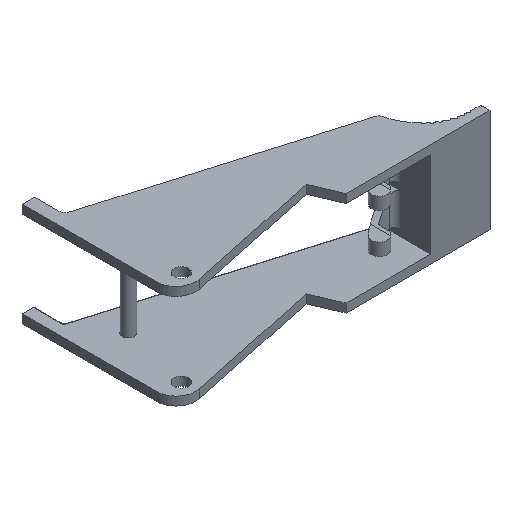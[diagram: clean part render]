
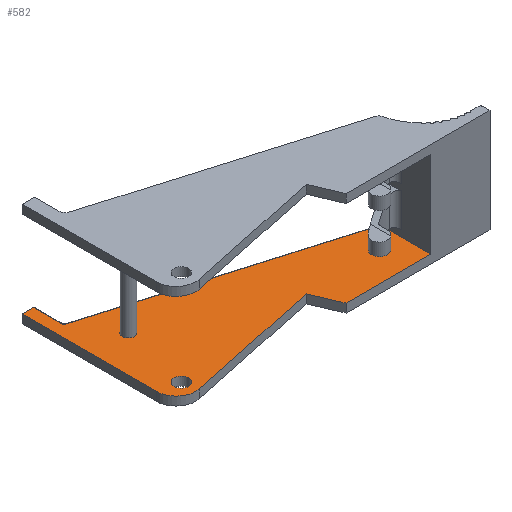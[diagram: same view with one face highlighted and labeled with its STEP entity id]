
A CAD part, isometric view. The second image highlights one B-rep face of the part: STEP entity #582.
In plain terms, the highlighted planar face has unit normal (0, 0, 1).
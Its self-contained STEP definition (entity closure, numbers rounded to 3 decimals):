
#109=FACE_BOUND('',#763,.T.);
#110=FACE_BOUND('',#764,.T.);
#111=FACE_BOUND('',#765,.T.);
#141=PLANE('',#1899);
#228=LINE('',#2634,#348);
#248=LINE('',#2678,#368);
#255=LINE('',#2692,#375);
#261=LINE('',#2704,#381);
#269=LINE('',#2728,#389);
#275=LINE('',#2740,#395);
#312=LINE('',#2928,#432);
#313=LINE('',#2929,#433);
#348=VECTOR('',#2057,1.);
#368=VECTOR('',#2087,1.);
#375=VECTOR('',#2096,1.);
#381=VECTOR('',#2106,1.);
#389=VECTOR('',#2130,1.);
#395=VECTOR('',#2140,1.);
#432=VECTOR('',#2349,1.);
#433=VECTOR('',#2350,1.);
#456=CIRCLE('',#1803,3.);
#524=CIRCLE('',#1894,0.5);
#525=CIRCLE('',#1895,7.7);
#526=CIRCLE('',#1896,0.8);
#527=CIRCLE('',#1897,0.9);
#528=CIRCLE('',#1898,1.1);
#582=ADVANCED_FACE('',(#109,#110,#111),#141,.T.);
#763=EDGE_LOOP('',(#1111,#1112,#1113,#1114,#1115,#1116,#1117,#1118,#1119,
#1120,#1121,#1122));
#764=EDGE_LOOP('',(#1123));
#765=EDGE_LOOP('',(#1124));
#1111=ORIENTED_EDGE('',*,*,#1709,.T.);
#1112=ORIENTED_EDGE('',*,*,#1710,.T.);
#1113=ORIENTED_EDGE('',*,*,#1711,.T.);
#1114=ORIENTED_EDGE('',*,*,#1712,.T.);
#1115=ORIENTED_EDGE('',*,*,#1713,.T.);
#1116=ORIENTED_EDGE('',*,*,#1608,.F.);
#1117=ORIENTED_EDGE('',*,*,#1602,.T.);
#1118=ORIENTED_EDGE('',*,*,#1596,.T.);
#1119=ORIENTED_EDGE('',*,*,#1590,.T.);
#1120=ORIENTED_EDGE('',*,*,#1584,.T.);
#1121=ORIENTED_EDGE('',*,*,#1577,.T.);
#1122=ORIENTED_EDGE('',*,*,#1557,.F.);
#1123=ORIENTED_EDGE('',*,*,#1714,.F.);
#1124=ORIENTED_EDGE('',*,*,#1715,.F.);
#1348=VERTEX_POINT('',#2532);
#1385=VERTEX_POINT('',#2633);
#1386=VERTEX_POINT('',#2635);
#1405=VERTEX_POINT('',#2679);
#1411=VERTEX_POINT('',#2693);
#1415=VERTEX_POINT('',#2705);
#1419=VERTEX_POINT('',#2717);
#1423=VERTEX_POINT('',#2729);
#1427=VERTEX_POINT('',#2741);
#1489=VERTEX_POINT('',#2923);
#1490=VERTEX_POINT('',#2925);
#1491=VERTEX_POINT('',#2927);
#1492=VERTEX_POINT('',#2931);
#1493=VERTEX_POINT('',#2933);
#1557=EDGE_CURVE('',#1385,#1386,#228,.T.);
#1577=EDGE_CURVE('',#1405,#1386,#248,.T.);
#1584=EDGE_CURVE('',#1411,#1405,#255,.T.);
#1590=EDGE_CURVE('',#1415,#1411,#261,.T.);
#1596=EDGE_CURVE('',#1419,#1415,#456,.T.);
#1602=EDGE_CURVE('',#1423,#1419,#269,.T.);
#1608=EDGE_CURVE('',#1423,#1427,#275,.T.);
#1709=EDGE_CURVE('',#1385,#1489,#524,.T.);
#1710=EDGE_CURVE('',#1489,#1490,#525,.T.);
#1711=EDGE_CURVE('',#1490,#1491,#526,.T.);
#1712=EDGE_CURVE('',#1491,#1348,#312,.T.);
#1713=EDGE_CURVE('',#1348,#1427,#313,.T.);
#1714=EDGE_CURVE('',#1492,#1492,#527,.T.);
#1715=EDGE_CURVE('',#1493,#1493,#528,.T.);
#1803=AXIS2_PLACEMENT_3D('',#2716,#2116,#2117);
#1894=AXIS2_PLACEMENT_3D('',#2922,#2343,#2344);
#1895=AXIS2_PLACEMENT_3D('',#2924,#2345,#2346);
#1896=AXIS2_PLACEMENT_3D('',#2926,#2347,#2348);
#1897=AXIS2_PLACEMENT_3D('',#2930,#2351,#2352);
#1898=AXIS2_PLACEMENT_3D('',#2932,#2353,#2354);
#1899=AXIS2_PLACEMENT_3D('',#2934,#2355,#2356);
#2057=DIRECTION('',(0.,-1.,0.));
#2087=DIRECTION('',(1.,0.,0.));
#2096=DIRECTION('',(0.394,-0.919,0.));
#2106=DIRECTION('',(0.978,0.208,0.));
#2116=DIRECTION('',(0.,0.,1.));
#2117=DIRECTION('',(1.,0.,0.));
#2130=DIRECTION('',(0.,-1.,0.));
#2140=DIRECTION('',(1.,0.,0.));
#2343=DIRECTION('',(0.,0.,-1.));
#2344=DIRECTION('',(1.,0.,0.));
#2345=DIRECTION('',(0.,0.,-1.));
#2346=DIRECTION('',(1.,0.,0.));
#2347=DIRECTION('',(0.,0.,1.));
#2348=DIRECTION('',(1.,0.,0.));
#2349=DIRECTION('',(-0.959,0.284,0.));
#2350=DIRECTION('',(0.,1.,0.));
#2351=DIRECTION('',(0.,0.,1.));
#2352=DIRECTION('',(1.,0.,0.));
#2353=DIRECTION('',(0.,0.,1.));
#2354=DIRECTION('',(1.,0.,0.));
#2355=DIRECTION('',(0.,0.,1.));
#2356=DIRECTION('',(1.,0.,0.));
#2532=CARTESIAN_POINT('',(-23.3,15.053,1.3));
#2633=CARTESIAN_POINT('',(13.6,3.002,1.3));
#2634=CARTESIAN_POINT('',(13.6,26.602,1.3));
#2635=CARTESIAN_POINT('',(13.6,-3.398,1.3));
#2678=CARTESIAN_POINT('',(0.816,-3.398,1.3));
#2679=CARTESIAN_POINT('',(0.816,-3.398,1.3));
#2692=CARTESIAN_POINT('',(-0.984,0.802,1.3));
#2693=CARTESIAN_POINT('',(-0.984,0.802,1.3));
#2704=CARTESIAN_POINT('',(-21.376,-3.532,1.3));
#2705=CARTESIAN_POINT('',(-21.376,-3.532,1.3));
#2716=CARTESIAN_POINT('',(-22.,-0.598,1.3));
#2717=CARTESIAN_POINT('',(-25.,-0.598,1.3));
#2728=CARTESIAN_POINT('',(-25.,19.602,1.3));
#2729=CARTESIAN_POINT('',(-25.,19.602,1.3));
#2740=CARTESIAN_POINT('',(-25.,19.602,1.3));
#2741=CARTESIAN_POINT('',(-23.3,19.602,1.3));
#2922=CARTESIAN_POINT('',(13.532,2.507,1.3));
#2923=CARTESIAN_POINT('',(13.672,2.987,1.3));
#2924=CARTESIAN_POINT('',(20.95,5.502,1.3));
#2925=CARTESIAN_POINT('',(13.453,3.745,1.3));
#2926=CARTESIAN_POINT('',(12.674,3.562,1.3));
#2927=CARTESIAN_POINT('',(12.902,4.329,1.3));
#2928=CARTESIAN_POINT('',(7.478,5.936,1.3));
#2929=CARTESIAN_POINT('',(-23.3,26.602,1.3));
#2930=CARTESIAN_POINT('',(-19.5,9.102,1.3));
#2931=CARTESIAN_POINT('',(-18.6,9.102,1.3));
#2932=CARTESIAN_POINT('',(-21.9,-1.298,1.3));
#2933=CARTESIAN_POINT('',(-20.8,-1.298,1.3));
#2934=CARTESIAN_POINT('',(13.6,26.602,1.3));
